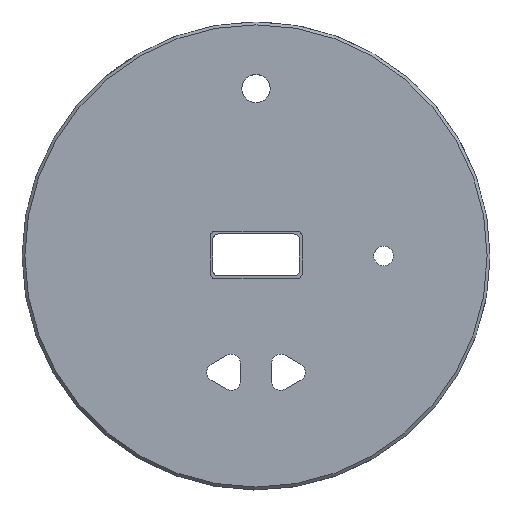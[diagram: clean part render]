
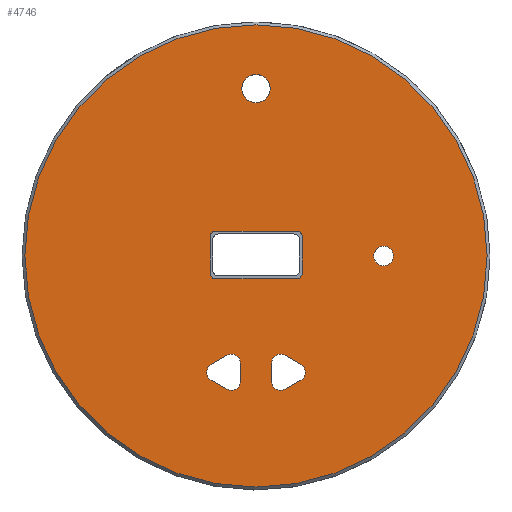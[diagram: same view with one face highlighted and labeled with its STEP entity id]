
A CAD part, top view. The second image highlights one B-rep face of the part: STEP entity #4746.
In plain terms, the highlighted planar face has unit normal (0, 0, 1).
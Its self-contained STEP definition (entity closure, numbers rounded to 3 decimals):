
#47=FACE_BOUND('',#777,.T.);
#48=FACE_BOUND('',#778,.T.);
#49=FACE_BOUND('',#779,.T.);
#50=FACE_BOUND('',#780,.T.);
#51=FACE_BOUND('',#781,.T.);
#236=CIRCLE('',#5049,81.5);
#238=CIRCLE('',#5052,2.);
#239=CIRCLE('',#5053,2.);
#240=CIRCLE('',#5054,2.);
#241=CIRCLE('',#5055,2.);
#242=CIRCLE('',#5056,5.);
#243=CIRCLE('',#5057,3.2);
#244=CIRCLE('',#5058,3.2);
#245=CIRCLE('',#5059,3.2);
#246=CIRCLE('',#5060,3.2);
#247=CIRCLE('',#5061,3.2);
#248=CIRCLE('',#5062,3.2);
#249=CIRCLE('',#5063,3.5);
#497=FACE_OUTER_BOUND('',#776,.T.);
#776=EDGE_LOOP('',(#3270));
#777=EDGE_LOOP('',(#3271,#3272,#3273,#3274,#3275,#3276,#3277,#3278));
#778=EDGE_LOOP('',(#3279));
#779=EDGE_LOOP('',(#3280,#3281,#3282,#3283,#3284,#3285));
#780=EDGE_LOOP('',(#3286,#3287,#3288,#3289,#3290,#3291));
#781=EDGE_LOOP('',(#3292));
#1109=LINE('',#7348,#1553);
#1110=LINE('',#7352,#1554);
#1111=LINE('',#7356,#1555);
#1112=LINE('',#7360,#1556);
#1113=LINE('',#7366,#1557);
#1114=LINE('',#7370,#1558);
#1115=LINE('',#7374,#1559);
#1116=LINE('',#7378,#1560);
#1117=LINE('',#7382,#1561);
#1118=LINE('',#7386,#1562);
#1553=VECTOR('',#5690,10.);
#1554=VECTOR('',#5693,10.);
#1555=VECTOR('',#5696,10.);
#1556=VECTOR('',#5699,10.);
#1557=VECTOR('',#5704,10.);
#1558=VECTOR('',#5707,10.);
#1559=VECTOR('',#5710,10.);
#1560=VECTOR('',#5713,10.);
#1561=VECTOR('',#5716,10.);
#1562=VECTOR('',#5719,10.);
#2023=VERTEX_POINT('',#7340);
#2025=VERTEX_POINT('',#7346);
#2026=VERTEX_POINT('',#7347);
#2027=VERTEX_POINT('',#7349);
#2028=VERTEX_POINT('',#7351);
#2029=VERTEX_POINT('',#7353);
#2030=VERTEX_POINT('',#7355);
#2031=VERTEX_POINT('',#7357);
#2032=VERTEX_POINT('',#7359);
#2033=VERTEX_POINT('',#7362);
#2034=VERTEX_POINT('',#7364);
#2035=VERTEX_POINT('',#7365);
#2036=VERTEX_POINT('',#7367);
#2037=VERTEX_POINT('',#7369);
#2038=VERTEX_POINT('',#7371);
#2039=VERTEX_POINT('',#7373);
#2040=VERTEX_POINT('',#7376);
#2041=VERTEX_POINT('',#7377);
#2042=VERTEX_POINT('',#7379);
#2043=VERTEX_POINT('',#7381);
#2044=VERTEX_POINT('',#7383);
#2045=VERTEX_POINT('',#7385);
#2046=VERTEX_POINT('',#7388);
#2523=EDGE_CURVE('',#2023,#2023,#236,.T.);
#2526=EDGE_CURVE('',#2025,#2026,#1109,.T.);
#2527=EDGE_CURVE('',#2027,#2026,#238,.T.);
#2528=EDGE_CURVE('',#2027,#2028,#1110,.T.);
#2529=EDGE_CURVE('',#2029,#2028,#239,.T.);
#2530=EDGE_CURVE('',#2029,#2030,#1111,.T.);
#2531=EDGE_CURVE('',#2031,#2030,#240,.T.);
#2532=EDGE_CURVE('',#2031,#2032,#1112,.T.);
#2533=EDGE_CURVE('',#2025,#2032,#241,.T.);
#2534=EDGE_CURVE('',#2033,#2033,#242,.T.);
#2535=EDGE_CURVE('',#2034,#2035,#1113,.T.);
#2536=EDGE_CURVE('',#2035,#2036,#243,.T.);
#2537=EDGE_CURVE('',#2036,#2037,#1114,.T.);
#2538=EDGE_CURVE('',#2037,#2038,#244,.T.);
#2539=EDGE_CURVE('',#2038,#2039,#1115,.T.);
#2540=EDGE_CURVE('',#2039,#2034,#245,.T.);
#2541=EDGE_CURVE('',#2040,#2041,#1116,.T.);
#2542=EDGE_CURVE('',#2041,#2042,#246,.T.);
#2543=EDGE_CURVE('',#2042,#2043,#1117,.T.);
#2544=EDGE_CURVE('',#2043,#2044,#247,.T.);
#2545=EDGE_CURVE('',#2044,#2045,#1118,.T.);
#2546=EDGE_CURVE('',#2045,#2040,#248,.T.);
#2547=EDGE_CURVE('',#2046,#2046,#249,.T.);
#3270=ORIENTED_EDGE('',*,*,#2523,.F.);
#3271=ORIENTED_EDGE('',*,*,#2526,.T.);
#3272=ORIENTED_EDGE('',*,*,#2527,.F.);
#3273=ORIENTED_EDGE('',*,*,#2528,.T.);
#3274=ORIENTED_EDGE('',*,*,#2529,.F.);
#3275=ORIENTED_EDGE('',*,*,#2530,.T.);
#3276=ORIENTED_EDGE('',*,*,#2531,.F.);
#3277=ORIENTED_EDGE('',*,*,#2532,.T.);
#3278=ORIENTED_EDGE('',*,*,#2533,.F.);
#3279=ORIENTED_EDGE('',*,*,#2534,.T.);
#3280=ORIENTED_EDGE('',*,*,#2535,.T.);
#3281=ORIENTED_EDGE('',*,*,#2536,.T.);
#3282=ORIENTED_EDGE('',*,*,#2537,.T.);
#3283=ORIENTED_EDGE('',*,*,#2538,.T.);
#3284=ORIENTED_EDGE('',*,*,#2539,.T.);
#3285=ORIENTED_EDGE('',*,*,#2540,.T.);
#3286=ORIENTED_EDGE('',*,*,#2541,.T.);
#3287=ORIENTED_EDGE('',*,*,#2542,.T.);
#3288=ORIENTED_EDGE('',*,*,#2543,.T.);
#3289=ORIENTED_EDGE('',*,*,#2544,.T.);
#3290=ORIENTED_EDGE('',*,*,#2545,.T.);
#3291=ORIENTED_EDGE('',*,*,#2546,.T.);
#3292=ORIENTED_EDGE('',*,*,#2547,.T.);
#4625=PLANE('',#5051);
#4746=ADVANCED_FACE('',(#497,#47,#48,#49,#50,#51),#4625,.T.);
#5049=AXIS2_PLACEMENT_3D('',#7341,#5683,#5684);
#5051=AXIS2_PLACEMENT_3D('',#7345,#5688,#5689);
#5052=AXIS2_PLACEMENT_3D('',#7350,#5691,#5692);
#5053=AXIS2_PLACEMENT_3D('',#7354,#5694,#5695);
#5054=AXIS2_PLACEMENT_3D('',#7358,#5697,#5698);
#5055=AXIS2_PLACEMENT_3D('',#7361,#5700,#5701);
#5056=AXIS2_PLACEMENT_3D('',#7363,#5702,#5703);
#5057=AXIS2_PLACEMENT_3D('',#7368,#5705,#5706);
#5058=AXIS2_PLACEMENT_3D('',#7372,#5708,#5709);
#5059=AXIS2_PLACEMENT_3D('',#7375,#5711,#5712);
#5060=AXIS2_PLACEMENT_3D('',#7380,#5714,#5715);
#5061=AXIS2_PLACEMENT_3D('',#7384,#5717,#5718);
#5062=AXIS2_PLACEMENT_3D('',#7387,#5720,#5721);
#5063=AXIS2_PLACEMENT_3D('',#7389,#5722,#5723);
#5683=DIRECTION('center_axis',(0.,0.,-1.));
#5684=DIRECTION('ref_axis',(1.,0.,0.));
#5688=DIRECTION('center_axis',(0.,0.,1.));
#5689=DIRECTION('ref_axis',(1.,0.,0.));
#5690=DIRECTION('',(0.,-1.,0.));
#5691=DIRECTION('center_axis',(0.,0.,1.));
#5692=DIRECTION('ref_axis',(0.707,-0.707,0.));
#5693=DIRECTION('',(-1.,0.,0.));
#5694=DIRECTION('center_axis',(0.,0.,1.));
#5695=DIRECTION('ref_axis',(-0.707,-0.707,0.));
#5696=DIRECTION('',(0.,1.,0.));
#5697=DIRECTION('center_axis',(0.,0.,1.));
#5698=DIRECTION('ref_axis',(-0.707,0.707,0.));
#5699=DIRECTION('',(1.,0.,0.));
#5700=DIRECTION('center_axis',(0.,0.,1.));
#5701=DIRECTION('ref_axis',(0.707,0.707,0.));
#5702=DIRECTION('center_axis',(0.,0.,-1.));
#5703=DIRECTION('ref_axis',(-1.,0.,0.));
#5704=DIRECTION('',(0.,1.,0.));
#5705=DIRECTION('center_axis',(0.,0.,-1.));
#5706=DIRECTION('ref_axis',(-1.,0.,0.));
#5707=DIRECTION('',(0.866,-0.5,0.));
#5708=DIRECTION('center_axis',(0.,0.,-1.));
#5709=DIRECTION('ref_axis',(0.5,0.866,0.));
#5710=DIRECTION('',(-0.866,-0.5,0.));
#5711=DIRECTION('center_axis',(0.,0.,-1.));
#5712=DIRECTION('ref_axis',(0.5,-0.866,0.));
#5713=DIRECTION('',(0.,-1.,0.));
#5714=DIRECTION('center_axis',(0.,0.,-1.));
#5715=DIRECTION('ref_axis',(1.,0.,0.));
#5716=DIRECTION('',(-0.866,0.5,0.));
#5717=DIRECTION('center_axis',(0.,0.,-1.));
#5718=DIRECTION('ref_axis',(-0.5,-0.866,0.));
#5719=DIRECTION('',(0.866,0.5,0.));
#5720=DIRECTION('center_axis',(0.,0.,-1.));
#5721=DIRECTION('ref_axis',(-0.5,0.866,0.));
#5722=DIRECTION('center_axis',(0.,0.,-1.));
#5723=DIRECTION('ref_axis',(1.,0.,0.));
#7340=CARTESIAN_POINT('',(-81.5,0.,21.));
#7341=CARTESIAN_POINT('Origin',(0.,0.,21.));
#7345=CARTESIAN_POINT('Origin',(0.,0.,21.));
#7346=CARTESIAN_POINT('',(16.298,6.75,21.));
#7347=CARTESIAN_POINT('',(16.298,-6.05,21.));
#7348=CARTESIAN_POINT('',(16.298,4.375,21.));
#7349=CARTESIAN_POINT('',(14.298,-8.05,21.));
#7350=CARTESIAN_POINT('Origin',(14.298,-6.05,21.));
#7351=CARTESIAN_POINT('',(-14.202,-8.05,21.));
#7352=CARTESIAN_POINT('',(8.149,-8.05,21.));
#7353=CARTESIAN_POINT('',(-16.202,-6.05,21.));
#7354=CARTESIAN_POINT('Origin',(-14.202,-6.05,21.));
#7355=CARTESIAN_POINT('',(-16.202,6.75,21.));
#7356=CARTESIAN_POINT('',(-16.202,-4.025,21.));
#7357=CARTESIAN_POINT('',(-14.202,8.75,21.));
#7358=CARTESIAN_POINT('Origin',(-14.202,6.75,21.));
#7359=CARTESIAN_POINT('',(14.298,8.75,21.));
#7360=CARTESIAN_POINT('',(-8.101,8.75,21.));
#7361=CARTESIAN_POINT('Origin',(14.298,6.75,21.));
#7362=CARTESIAN_POINT('',(5.,59.,21.));
#7363=CARTESIAN_POINT('Origin',(0.,59.,21.));
#7364=CARTESIAN_POINT('',(5.467,-44.175,21.));
#7365=CARTESIAN_POINT('',(5.467,-37.825,21.));
#7366=CARTESIAN_POINT('',(5.467,-18.912,21.));
#7367=CARTESIAN_POINT('',(10.267,-35.053,21.));
#7368=CARTESIAN_POINT('Origin',(8.667,-37.825,21.));
#7369=CARTESIAN_POINT('',(15.767,-38.229,21.));
#7370=CARTESIAN_POINT('',(1.577,-30.037,21.));
#7371=CARTESIAN_POINT('',(15.767,-43.771,21.));
#7372=CARTESIAN_POINT('Origin',(14.167,-41.,21.));
#7373=CARTESIAN_POINT('',(10.267,-46.947,21.));
#7374=CARTESIAN_POINT('',(16.581,-43.301,21.));
#7375=CARTESIAN_POINT('Origin',(8.667,-44.175,21.));
#7376=CARTESIAN_POINT('',(-5.467,-37.825,21.));
#7377=CARTESIAN_POINT('',(-5.467,-44.175,21.));
#7378=CARTESIAN_POINT('',(-5.467,-22.088,21.));
#7379=CARTESIAN_POINT('',(-10.267,-46.947,21.));
#7380=CARTESIAN_POINT('Origin',(-8.667,-44.175,21.));
#7381=CARTESIAN_POINT('',(-15.767,-43.771,21.));
#7382=CARTESIAN_POINT('',(-19.331,-41.713,21.));
#7383=CARTESIAN_POINT('',(-15.767,-38.229,21.));
#7384=CARTESIAN_POINT('Origin',(-14.167,-41.,21.));
#7385=CARTESIAN_POINT('',(-10.267,-35.053,21.));
#7386=CARTESIAN_POINT('',(1.173,-28.449,21.));
#7387=CARTESIAN_POINT('Origin',(-8.667,-37.825,21.));
#7388=CARTESIAN_POINT('',(41.5,0.,21.));
#7389=CARTESIAN_POINT('Origin',(45.,0.,21.));
